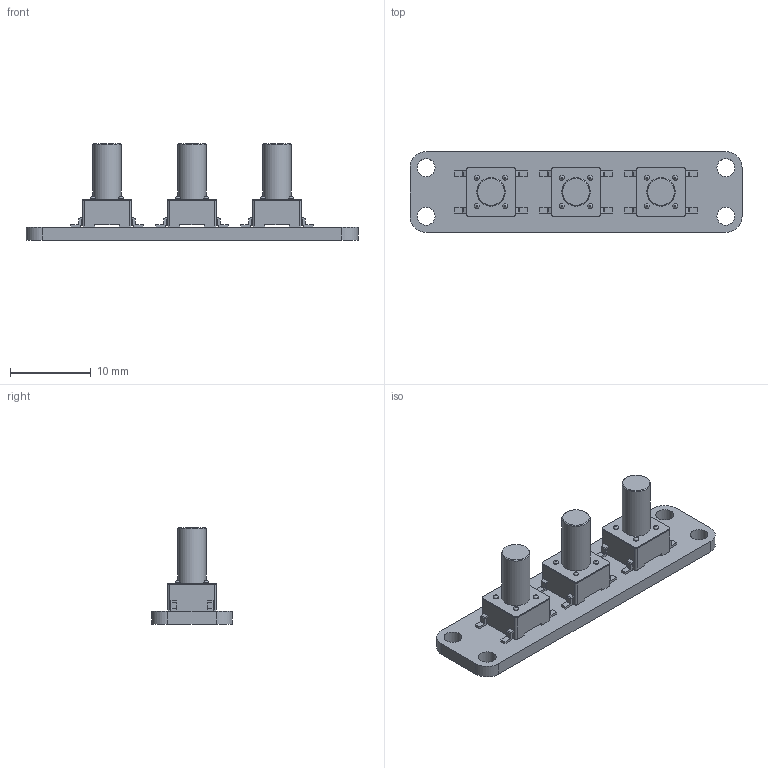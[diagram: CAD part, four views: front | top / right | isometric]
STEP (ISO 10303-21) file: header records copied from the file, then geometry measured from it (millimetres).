
FILE_DESCRIPTION(('KiCad electronic assembly'),'2;1');
FILE_NAME('board.step','2023-02-05T14:29:17',('An Author'),('A Company') ,'Open CASCADE STEP processor 7.5','KiCad to STEP converter','Unknown' );
FILE_SCHEMA(('AUTOMOTIVE_DESIGN { 1 0 10303 214 1 1 1 1 }'));
Length unit declared in the file: millimetre
Products named in the file (4): Open CASCADE STEP translator 7.5 1; SW-SPST-DTSM-65Y-V-TR; SOLID; COMPOUND
Assembly tree (5 placements, depth 3):
  Open CASCADE STEP translator 7.5 1
    SW-SPST-DTSM-65Y-V-TR  x3
      SOLID
    COMPOUND
Bounding box: 41 x 10 x 11.95 mm (x, y, z)
Volume: 1186.3 mm3; surface area: 1733.6 mm2
Topology: 4 solids, 4 shells, 305 faces, 783 edges, 513 vertices
Faces by surface type: plane 195, cylinder 95, bspline 12, cone 3
Full cylindrical faces by diameter (mm): 0.6 x12, 2.2 x4, 3.5 x3
Entity records: 8551 total; most frequent: CARTESIAN_POINT 1977, DIRECTION 1117, LINE 690, VECTOR 690, ORIENTED_EDGE 570, PCURVE 570, DEFINITIONAL_REPRESENTATION 570, EDGE_CURVE 285
